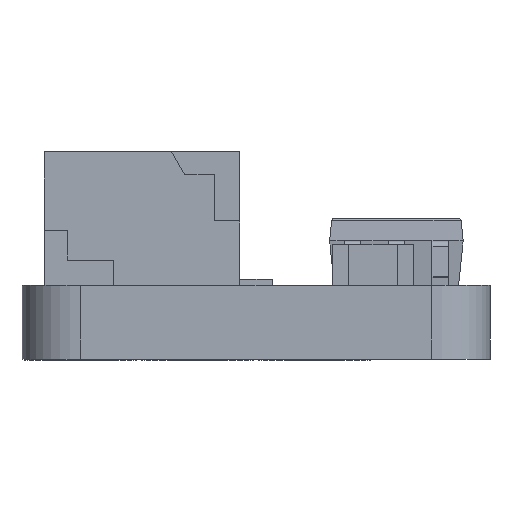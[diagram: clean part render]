
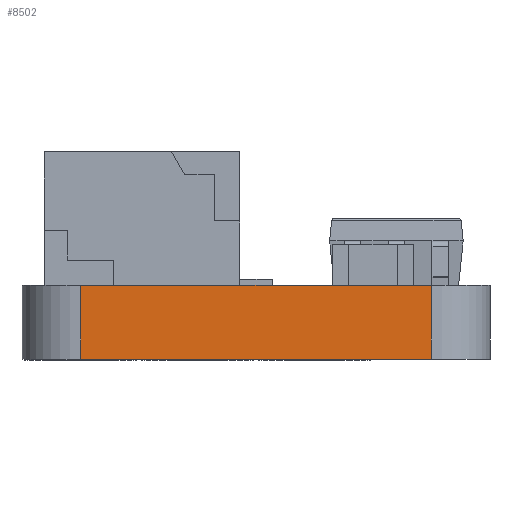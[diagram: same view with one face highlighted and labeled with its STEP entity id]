
A CAD part, front view. The second image highlights one B-rep face of the part: STEP entity #8502.
In plain terms, the highlighted planar face has unit normal (0, -1, 0).
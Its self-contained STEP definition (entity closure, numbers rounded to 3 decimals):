
#7697 = EDGE_CURVE('',#7698,#7700,#7702,.T.);
#7698 = VERTEX_POINT('',#7699);
#7699 = CARTESIAN_POINT('',(26.67,25.4,0.));
#7700 = VERTEX_POINT('',#7701);
#7701 = CARTESIAN_POINT('',(26.67,25.4,1.6));
#7702 = SURFACE_CURVE('',#7703,(#7707,#7719),.PCURVE_S1.);
#7703 = LINE('',#7704,#7705);
#7704 = CARTESIAN_POINT('',(26.67,25.4,0.));
#7705 = VECTOR('',#7706,1.);
#7706 = DIRECTION('',(0.,0.,1.));
#7707 = PCURVE('',#7708,#7713);
#7708 = CYLINDRICAL_SURFACE('',#7709,1.27);
#7709 = AXIS2_PLACEMENT_3D('',#7710,#7711,#7712);
#7710 = CARTESIAN_POINT('',(26.67,26.67,0.));
#7711 = DIRECTION('',(0.,0.,-1.));
#7712 = DIRECTION('',(0.,-1.,-0.));
#7713 = DEFINITIONAL_REPRESENTATION('',(#7714),#7718);
#7714 = LINE('',#7715,#7716);
#7715 = CARTESIAN_POINT('',(0.,0.));
#7716 = VECTOR('',#7717,1.);
#7717 = DIRECTION('',(0.,-1.));
#7718 = ( GEOMETRIC_REPRESENTATION_CONTEXT(2) 
PARAMETRIC_REPRESENTATION_CONTEXT() REPRESENTATION_CONTEXT('2D SPACE',''
  ) );
#7719 = PCURVE('',#7720,#7725);
#7720 = PLANE('',#7721);
#7721 = AXIS2_PLACEMENT_3D('',#7722,#7723,#7724);
#7722 = CARTESIAN_POINT('',(34.29,25.4,0.));
#7723 = DIRECTION('',(0.,-1.,0.));
#7724 = DIRECTION('',(-1.,0.,0.));
#7725 = DEFINITIONAL_REPRESENTATION('',(#7726),#7730);
#7726 = LINE('',#7727,#7728);
#7727 = CARTESIAN_POINT('',(7.62,0.));
#7728 = VECTOR('',#7729,1.);
#7729 = DIRECTION('',(0.,-1.));
#7730 = ( GEOMETRIC_REPRESENTATION_CONTEXT(2) 
PARAMETRIC_REPRESENTATION_CONTEXT() REPRESENTATION_CONTEXT('2D SPACE',''
  ) );
#7749 = PLANE('',#7750);
#7750 = AXIS2_PLACEMENT_3D('',#7751,#7752,#7753);
#7751 = CARTESIAN_POINT('',(30.215,32.106,1.6));
#7752 = DIRECTION('',(-0.,-0.,-1.));
#7753 = DIRECTION('',(-1.,0.,0.));
#7804 = PLANE('',#7805);
#7805 = AXIS2_PLACEMENT_3D('',#7806,#7807,#7808);
#7806 = CARTESIAN_POINT('',(30.215,32.106,0.));
#7807 = DIRECTION('',(-0.,-0.,-1.));
#7808 = DIRECTION('',(-1.,0.,0.));
#8397 = CYLINDRICAL_SURFACE('',#8398,1.27);
#8398 = AXIS2_PLACEMENT_3D('',#8399,#8400,#8401);
#8399 = CARTESIAN_POINT('',(34.29,26.67,0.));
#8400 = DIRECTION('',(0.,0.,-1.));
#8401 = DIRECTION('',(1.,0.,0.));
#8435 = VERTEX_POINT('',#8436);
#8436 = CARTESIAN_POINT('',(34.29,25.4,1.6));
#8458 = EDGE_CURVE('',#8459,#8435,#8461,.T.);
#8459 = VERTEX_POINT('',#8460);
#8460 = CARTESIAN_POINT('',(34.29,25.4,0.));
#8461 = SURFACE_CURVE('',#8462,(#8466,#8473),.PCURVE_S1.);
#8462 = LINE('',#8463,#8464);
#8463 = CARTESIAN_POINT('',(34.29,25.4,0.));
#8464 = VECTOR('',#8465,1.);
#8465 = DIRECTION('',(0.,0.,1.));
#8466 = PCURVE('',#8397,#8467);
#8467 = DEFINITIONAL_REPRESENTATION('',(#8468),#8472);
#8468 = LINE('',#8469,#8470);
#8469 = CARTESIAN_POINT('',(1.571,0.));
#8470 = VECTOR('',#8471,1.);
#8471 = DIRECTION('',(0.,-1.));
#8472 = ( GEOMETRIC_REPRESENTATION_CONTEXT(2) 
PARAMETRIC_REPRESENTATION_CONTEXT() REPRESENTATION_CONTEXT('2D SPACE',''
  ) );
#8473 = PCURVE('',#7720,#8474);
#8474 = DEFINITIONAL_REPRESENTATION('',(#8475),#8479);
#8475 = LINE('',#8476,#8477);
#8476 = CARTESIAN_POINT('',(0.,-0.));
#8477 = VECTOR('',#8478,1.);
#8478 = DIRECTION('',(0.,-1.));
#8479 = ( GEOMETRIC_REPRESENTATION_CONTEXT(2) 
PARAMETRIC_REPRESENTATION_CONTEXT() REPRESENTATION_CONTEXT('2D SPACE',''
  ) );
#8502 = ADVANCED_FACE('',(#8503),#7720,.T.);
#8503 = FACE_BOUND('',#8504,.T.);
#8504 = EDGE_LOOP('',(#8505,#8506,#8527,#8528));
#8505 = ORIENTED_EDGE('',*,*,#8458,.T.);
#8506 = ORIENTED_EDGE('',*,*,#8507,.T.);
#8507 = EDGE_CURVE('',#8435,#7700,#8508,.T.);
#8508 = SURFACE_CURVE('',#8509,(#8513,#8520),.PCURVE_S1.);
#8509 = LINE('',#8510,#8511);
#8510 = CARTESIAN_POINT('',(34.29,25.4,1.6));
#8511 = VECTOR('',#8512,1.);
#8512 = DIRECTION('',(-1.,0.,0.));
#8513 = PCURVE('',#7720,#8514);
#8514 = DEFINITIONAL_REPRESENTATION('',(#8515),#8519);
#8515 = LINE('',#8516,#8517);
#8516 = CARTESIAN_POINT('',(0.,-1.6));
#8517 = VECTOR('',#8518,1.);
#8518 = DIRECTION('',(1.,0.));
#8519 = ( GEOMETRIC_REPRESENTATION_CONTEXT(2) 
PARAMETRIC_REPRESENTATION_CONTEXT() REPRESENTATION_CONTEXT('2D SPACE',''
  ) );
#8520 = PCURVE('',#7749,#8521);
#8521 = DEFINITIONAL_REPRESENTATION('',(#8522),#8526);
#8522 = LINE('',#8523,#8524);
#8523 = CARTESIAN_POINT('',(-4.075,-6.706));
#8524 = VECTOR('',#8525,1.);
#8525 = DIRECTION('',(1.,0.));
#8526 = ( GEOMETRIC_REPRESENTATION_CONTEXT(2) 
PARAMETRIC_REPRESENTATION_CONTEXT() REPRESENTATION_CONTEXT('2D SPACE',''
  ) );
#8527 = ORIENTED_EDGE('',*,*,#7697,.F.);
#8528 = ORIENTED_EDGE('',*,*,#8529,.F.);
#8529 = EDGE_CURVE('',#8459,#7698,#8530,.T.);
#8530 = SURFACE_CURVE('',#8531,(#8535,#8542),.PCURVE_S1.);
#8531 = LINE('',#8532,#8533);
#8532 = CARTESIAN_POINT('',(34.29,25.4,0.));
#8533 = VECTOR('',#8534,1.);
#8534 = DIRECTION('',(-1.,0.,0.));
#8535 = PCURVE('',#7720,#8536);
#8536 = DEFINITIONAL_REPRESENTATION('',(#8537),#8541);
#8537 = LINE('',#8538,#8539);
#8538 = CARTESIAN_POINT('',(0.,-0.));
#8539 = VECTOR('',#8540,1.);
#8540 = DIRECTION('',(1.,0.));
#8541 = ( GEOMETRIC_REPRESENTATION_CONTEXT(2) 
PARAMETRIC_REPRESENTATION_CONTEXT() REPRESENTATION_CONTEXT('2D SPACE',''
  ) );
#8542 = PCURVE('',#7804,#8543);
#8543 = DEFINITIONAL_REPRESENTATION('',(#8544),#8548);
#8544 = LINE('',#8545,#8546);
#8545 = CARTESIAN_POINT('',(-4.075,-6.706));
#8546 = VECTOR('',#8547,1.);
#8547 = DIRECTION('',(1.,0.));
#8548 = ( GEOMETRIC_REPRESENTATION_CONTEXT(2) 
PARAMETRIC_REPRESENTATION_CONTEXT() REPRESENTATION_CONTEXT('2D SPACE',''
  ) );
